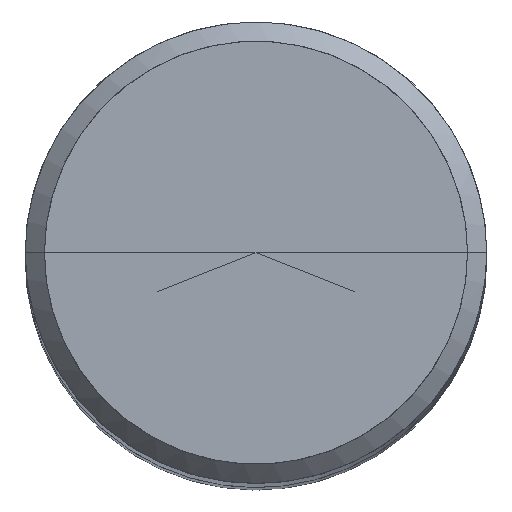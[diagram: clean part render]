
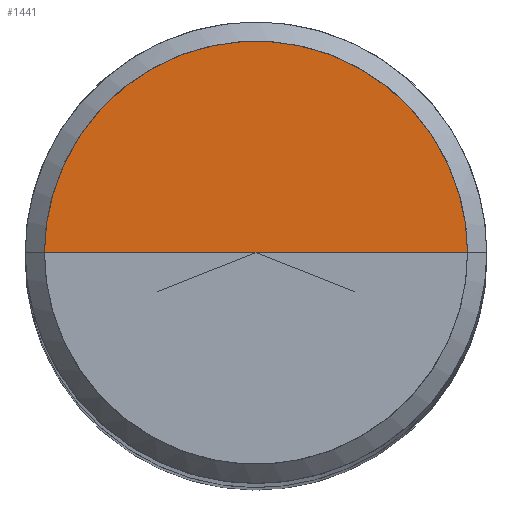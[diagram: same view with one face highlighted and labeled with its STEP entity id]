
A CAD part, top view. The second image highlights one B-rep face of the part: STEP entity #1441.
In plain terms, the highlighted free-form (B-spline) face has degree [1, 2] with [2, 5] control points.
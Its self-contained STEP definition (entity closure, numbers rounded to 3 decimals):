
#1221=CARTESIAN_POINT('',(5.5,0.0,55.0));
#1222=CARTESIAN_POINT('',(5.5,5.5,55.0));
#1223=CARTESIAN_POINT('',(0.0,5.5,55.0));
#1224=CARTESIAN_POINT('',(-5.5,5.5,55.0));
#1225=CARTESIAN_POINT('',(-5.5,0.0,55.0));
#1226=CARTESIAN_POINT('',(0.0,0.0,55.0));
#1426=(
BOUNDED_SURFACE()
B_SPLINE_SURFACE(1,2,(
(#1221,#1222,#1223,#1224,#1225),
(#1226,#1226,#1226,#1226,#1226)
), .UNSPECIFIED.,.F.,.F.,.F.)
B_SPLINE_SURFACE_WITH_KNOTS((2,2),(3,2,3),(
0.0,1.0),(
0.0,0.5,1.0), .UNSPECIFIED.)
GEOMETRIC_REPRESENTATION_ITEM()
RATIONAL_B_SPLINE_SURFACE(((1.0,0.707,1.0,0.707,1.0),
(1.0,0.707,1.0,0.707,1.0)
))
REPRESENTATION_ITEM('')
SURFACE()
);
#1427=(
BOUNDED_CURVE()
B_SPLINE_CURVE(2,(#1225,#1224,#1223,#1222,#1221),.UNSPECIFIED.,.F.,.F.)
B_SPLINE_CURVE_WITH_KNOTS((3,2,3),
(0.0,0.5,1.0),.UNSPECIFIED.)
CURVE()
GEOMETRIC_REPRESENTATION_ITEM()
RATIONAL_B_SPLINE_CURVE((1.0,0.707,1.0,0.707,1.0))
REPRESENTATION_ITEM('')
);
#1428=(
BOUNDED_CURVE()
B_SPLINE_CURVE(1,(#1221,#1226),.UNSPECIFIED.,.F.,.F.)
B_SPLINE_CURVE_WITH_KNOTS((2,2),
(0.0,1.0),.UNSPECIFIED.)
CURVE()
GEOMETRIC_REPRESENTATION_ITEM()
RATIONAL_B_SPLINE_CURVE((1.0,1.0))
REPRESENTATION_ITEM('')
);
#1429=(
BOUNDED_CURVE()
B_SPLINE_CURVE(1,(#1226,#1225),.UNSPECIFIED.,.F.,.F.)
B_SPLINE_CURVE_WITH_KNOTS((2,2),
(0.0,1.0),.UNSPECIFIED.)
CURVE()
GEOMETRIC_REPRESENTATION_ITEM()
RATIONAL_B_SPLINE_CURVE((1.0,1.0))
REPRESENTATION_ITEM('')
);
#1430=VERTEX_POINT('',#1221);
#1431=VERTEX_POINT('',#1225);
#1432=VERTEX_POINT('',#1226);
#1433=EDGE_CURVE('',#1431,#1430,#1427,.T.);
#1434=EDGE_CURVE('',#1430,#1432,#1428,.T.);
#1435=EDGE_CURVE('',#1432,#1431,#1429,.T.);
#1436=ORIENTED_EDGE('',*,*,#1433,.T.);
#1437=ORIENTED_EDGE('',*,*,#1434,.T.);
#1438=ORIENTED_EDGE('',*,*,#1435,.T.);
#1439=EDGE_LOOP('',(#1436,#1437,#1438));
#1440=FACE_OUTER_BOUND('',#1439,.T.);
#1441=ADVANCED_FACE('',(#1440),#1426,.T.);
